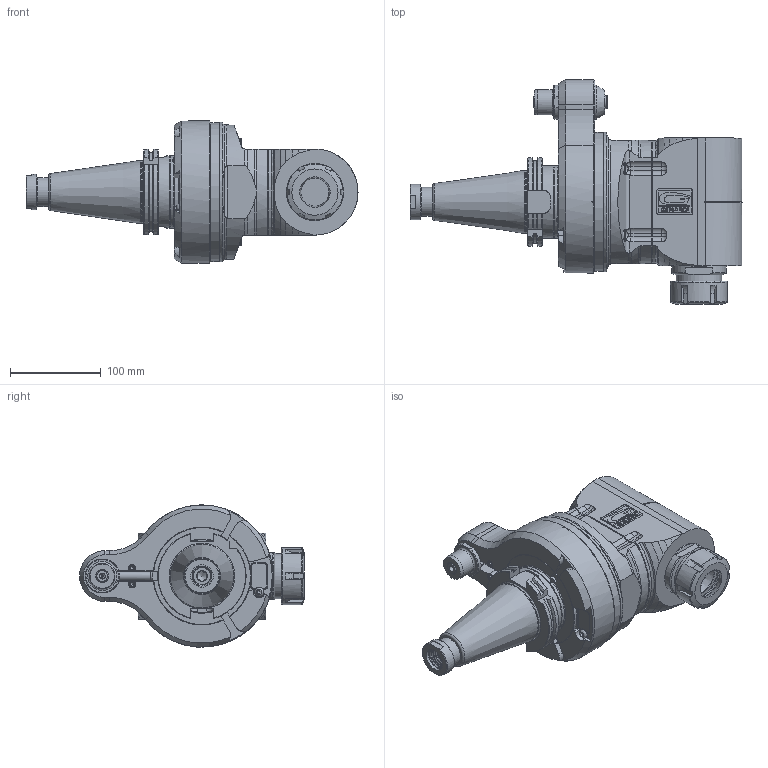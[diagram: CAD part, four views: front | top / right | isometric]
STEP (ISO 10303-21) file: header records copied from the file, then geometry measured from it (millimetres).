
FILE_DESCRIPTION(/* description */ (''),/* implementation_level */ '2;1');
FILE_NAME(/* name */ '9.F90.30000-7N50.stp',/* time_stamp */ '2026-01-16T14:33:05-05:00',/* author */ ('jkrenzer'),/* organization */ (''),/* preprocessor_version */ 'ST-DEVELOPER v20',/* originating_system */ 'Autodesk Inventor 2025',/* authorisation */ '');
FILE_SCHEMA (('AUTOMOTIVE_DESIGN { 1 0 10303 214 3 1 1 }'));
Length unit declared in the file: inch
Products named in the file (3): 9.F90.30000-7N50; 9_GA3_251_2   (EVO, Type 3, NMTB (DIN2080), 110mm); 9_F90_30000
Assembly tree (2 placements, depth 2):
  9.F90.30000-7N50
    9_GA3_251_2   (EVO, Type 3, NMTB (DIN2080), 110mm)
    9_F90_30000
Bounding box: 366.25 x 248 x 156.86 mm (x, y, z)
Volume: 3434536.3 mm3; surface area: 332570.8 mm2
Topology: 8 solids, 8 shells, 855 faces, 2420 edges, 1613 vertices
Faces by surface type: plane 367, cylinder 230, cone 168, torus 45, bspline 25, sphere 20
Full cylindrical faces by diameter (mm): 2.5 x3, 3.2 x2, 4.2 x3, 5 x3, 5.3 x2, 6.5 x1, 6.75 x4, 8 x6, 8.5 x4, 10 x1, 12 x2, 12.5 x1, 13 x4, 13.4 x2, 13.5 x4, 14 x3, 14.5 x1, 18 x1, 19 x6, 21 x1, 24 x7, 25 x3, 25.6 x1, 28 x1, 30.6 x1, 31 x1, 32 x1, 33.5 x1, 38 x1, 39 x2
Entity records: 47290 total; most frequent: CARTESIAN_POINT 25430, ORIENTED_EDGE 4768, DIRECTION 4387, EDGE_CURVE 2384, AXIS2_PLACEMENT_3D 1616, VERTEX_POINT 1612, LINE 1155, VECTOR 1155
